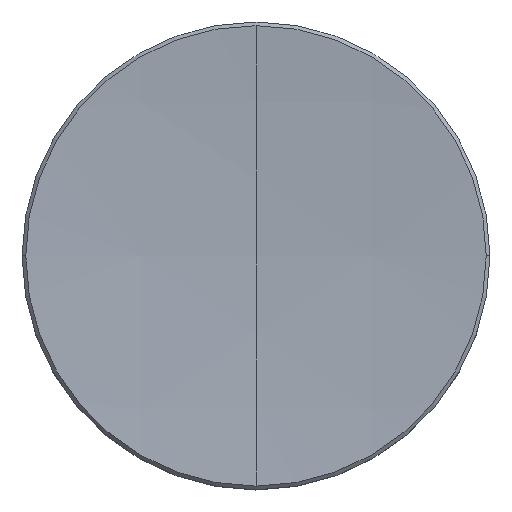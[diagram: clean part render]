
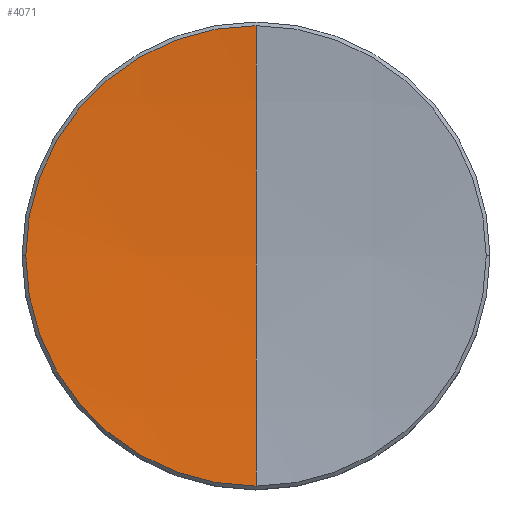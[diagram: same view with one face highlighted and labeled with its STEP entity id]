
A CAD part, top view. The second image highlights one B-rep face of the part: STEP entity #4071.
In plain terms, the highlighted spherical face has radius 150 mm.
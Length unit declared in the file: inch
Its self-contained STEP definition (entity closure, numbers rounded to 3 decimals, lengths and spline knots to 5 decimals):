
#3933 = EDGE_LOOP ( 'NONE', ( #4042, #4044, #4254, #4091 ) ) ;
#4027 = EDGE_CURVE ( 'NONE', #4086, #4256, #20853, .T. ) ;
#4042 = ORIENTED_EDGE ( 'NONE', *, *, #4252, .T. ) ;
#4044 = ORIENTED_EDGE ( 'NONE', *, *, #4045, .T. ) ;
#4045 = EDGE_CURVE ( 'NONE', #4081, #4253, #20839, .T. ) ;
#4071 = ADVANCED_FACE ( 'NONE', ( #20400 ), #20387, .F. ) ;
#4081 = VERTEX_POINT ( 'NONE', #20515 ) ;
#4086 = VERTEX_POINT ( 'NONE', #20909 ) ;
#4091 = ORIENTED_EDGE ( 'NONE', *, *, #4027, .F. ) ;
#4252 = EDGE_CURVE ( 'NONE', #4086, #4081, #21230, .T. ) ;
#4253 = VERTEX_POINT ( 'NONE', #21162 ) ;
#4254 = ORIENTED_EDGE ( 'NONE', *, *, #4255, .T. ) ;
#4255 = EDGE_CURVE ( 'NONE', #4253, #4256, #21166, .T. ) ;
#4256 = VERTEX_POINT ( 'NONE', #21229 ) ;
#20386 = AXIS2_PLACEMENT_3D ( 'NONE', #20450, #20449, #20448 ) ;
#20387 = SPHERICAL_SURFACE ( 'NONE', #20386, 5.90551 ) ;
#20400 = FACE_OUTER_BOUND ( 'NONE', #3933, .T. ) ;
#20448 = DIRECTION ( 'NONE',  ( 0., 1., 0. ) ) ;
#20449 = DIRECTION ( 'NONE',  ( 1., 0., 0. ) ) ;
#20450 = CARTESIAN_POINT ( 'NONE',  ( 0., 0., 6.02362 ) ) ;
#20515 = CARTESIAN_POINT ( 'NONE',  ( -0.49215, 0., 0.13865 ) ) ;
#20839 = CIRCLE ( 'NONE', #20879, 0.49215 ) ;
#20849 = DIRECTION ( 'NONE',  ( 0., 0., 1. ) ) ;
#20850 = DIRECTION ( 'NONE',  ( -1., 0., 0. ) ) ;
#20851 = CARTESIAN_POINT ( 'NONE',  ( 0., 0., 6.02362 ) ) ;
#20852 = AXIS2_PLACEMENT_3D ( 'NONE', #20851, #20850, #20849 ) ;
#20853 = CIRCLE ( 'NONE', #20852, 5.90551 ) ;
#20876 = DIRECTION ( 'NONE',  ( 1., 0., 0. ) ) ;
#20877 = DIRECTION ( 'NONE',  ( 0., 0., 1. ) ) ;
#20878 = CARTESIAN_POINT ( 'NONE',  ( 0., 0., 0.13865 ) ) ;
#20879 = AXIS2_PLACEMENT_3D ( 'NONE', #20878, #20877, #20876 ) ;
#20909 = CARTESIAN_POINT ( 'NONE',  ( 0., 0.49215, 0.13865 ) ) ;
#21160 = DIRECTION ( 'NONE',  ( 1., 0., 0. ) ) ;
#21161 = CARTESIAN_POINT ( 'NONE',  ( 0., 0., 0.13865 ) ) ;
#21162 = CARTESIAN_POINT ( 'NONE',  ( 0., -0.49215, 0.13865 ) ) ;
#21164 = AXIS2_PLACEMENT_3D ( 'NONE', #21161, #21167, #21211 ) ;
#21166 = CIRCLE ( 'NONE', #21168, 5.90551 ) ;
#21167 = DIRECTION ( 'NONE',  ( 0., 0., 1. ) ) ;
#21168 = AXIS2_PLACEMENT_3D ( 'NONE', #21232, #21160, #21231 ) ;
#21211 = DIRECTION ( 'NONE',  ( 1., 0., 0. ) ) ;
#21229 = CARTESIAN_POINT ( 'NONE',  ( 0., 0., 0.11811 ) ) ;
#21230 = CIRCLE ( 'NONE', #21164, 0.49215 ) ;
#21231 = DIRECTION ( 'NONE',  ( 0., 1., 0. ) ) ;
#21232 = CARTESIAN_POINT ( 'NONE',  ( 0., 0., 6.02362 ) ) ;
